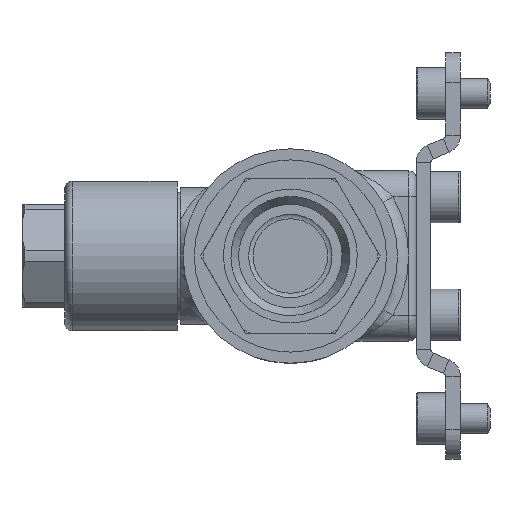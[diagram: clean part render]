
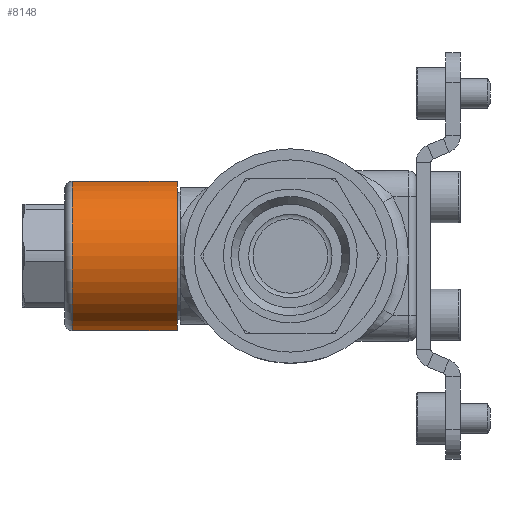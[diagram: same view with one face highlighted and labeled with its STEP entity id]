
A CAD part, left-side view. The second image highlights one B-rep face of the part: STEP entity #8148.
In plain terms, the highlighted cylindrical face has radius 10.1 mm (diameter 20.2 mm), a full revolution.
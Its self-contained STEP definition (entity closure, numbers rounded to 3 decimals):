
#524=CYLINDRICAL_SURFACE('',#8819,10.1);
#1018=LINE('',#22906,#1565);
#1565=VECTOR('',#10593,10.1);
#2134=FACE_OUTER_BOUND('',#2639,.T.);
#2639=EDGE_LOOP('',(#7242,#7243,#7244,#7245,#7246,#7247));
#3004=CIRCLE('',#8820,10.1);
#3005=CIRCLE('',#8821,10.1);
#3006=CIRCLE('',#8822,10.1);
#3007=CIRCLE('',#8823,10.1);
#3791=VERTEX_POINT('',#22901);
#3792=VERTEX_POINT('',#22902);
#3793=VERTEX_POINT('',#22905);
#3794=VERTEX_POINT('',#22907);
#4967=EDGE_CURVE('',#3791,#3792,#3004,.T.);
#4968=EDGE_CURVE('',#3792,#3791,#3005,.T.);
#4969=EDGE_CURVE('',#3791,#3793,#1018,.T.);
#4970=EDGE_CURVE('',#3794,#3793,#3006,.T.);
#4971=EDGE_CURVE('',#3793,#3794,#3007,.T.);
#7242=ORIENTED_EDGE('',*,*,#4967,.T.);
#7243=ORIENTED_EDGE('',*,*,#4968,.T.);
#7244=ORIENTED_EDGE('',*,*,#4969,.T.);
#7245=ORIENTED_EDGE('',*,*,#4970,.F.);
#7246=ORIENTED_EDGE('',*,*,#4971,.F.);
#7247=ORIENTED_EDGE('',*,*,#4969,.F.);
#8148=ADVANCED_FACE('',(#2134),#524,.T.);
#8819=AXIS2_PLACEMENT_3D('',#22900,#10587,#10588);
#8820=AXIS2_PLACEMENT_3D('',#22903,#10589,#10590);
#8821=AXIS2_PLACEMENT_3D('',#22904,#10591,#10592);
#8822=AXIS2_PLACEMENT_3D('',#22908,#10594,#10595);
#8823=AXIS2_PLACEMENT_3D('',#22909,#10596,#10597);
#10587=DIRECTION('center_axis',(0.,1.,0.));
#10588=DIRECTION('ref_axis',(-1.,0.,0.));
#10589=DIRECTION('center_axis',(0.,-1.,0.));
#10590=DIRECTION('ref_axis',(1.,0.,0.));
#10591=DIRECTION('center_axis',(0.,-1.,0.));
#10592=DIRECTION('ref_axis',(1.,0.,0.));
#10593=DIRECTION('',(0.,-1.,0.));
#10594=DIRECTION('center_axis',(0.,-1.,0.));
#10595=DIRECTION('ref_axis',(1.,0.,0.));
#10596=DIRECTION('center_axis',(0.,-1.,0.));
#10597=DIRECTION('ref_axis',(1.,0.,0.));
#22900=CARTESIAN_POINT('Origin',(0.,14.3,0.));
#22901=CARTESIAN_POINT('',(10.1,29.5,0.));
#22902=CARTESIAN_POINT('',(-10.1,29.5,0.));
#22903=CARTESIAN_POINT('Origin',(0.,29.5,0.));
#22904=CARTESIAN_POINT('Origin',(0.,29.5,0.));
#22905=CARTESIAN_POINT('',(10.1,15.3,0.));
#22906=CARTESIAN_POINT('',(10.1,14.3,0.));
#22907=CARTESIAN_POINT('',(-10.1,15.3,0.));
#22908=CARTESIAN_POINT('Origin',(0.,15.3,0.));
#22909=CARTESIAN_POINT('Origin',(0.,15.3,0.));
